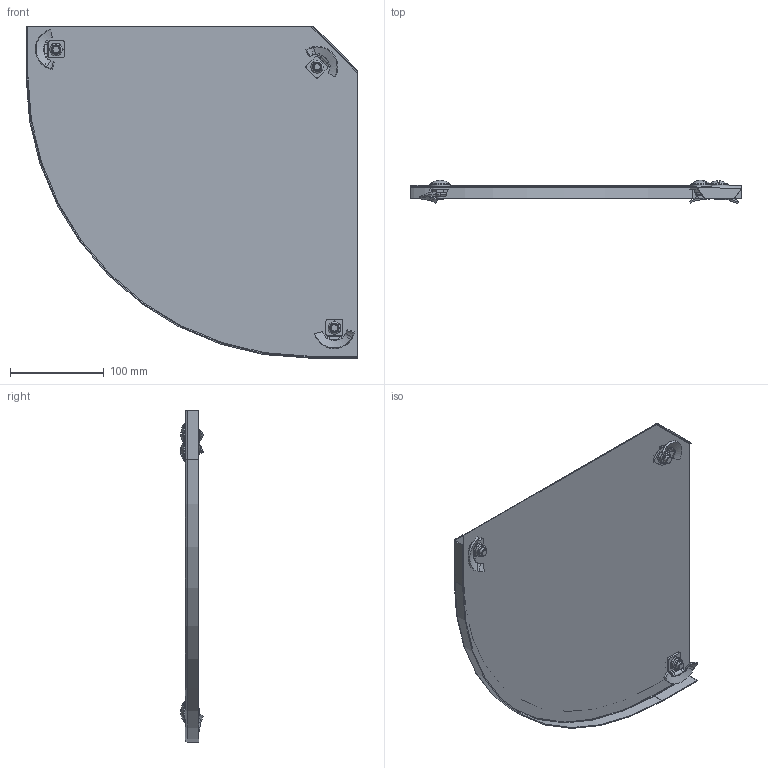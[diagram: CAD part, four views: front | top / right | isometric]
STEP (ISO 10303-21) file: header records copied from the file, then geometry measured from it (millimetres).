
FILE_DESCRIPTION (( 'STEP AP214' ), '1' );
FILE_NAME ('7134990.STP', '2019-12-03T14:29:41', ( '' ), ( '' ), 'SwSTEP 2.0', 'SolidWorks 2018', '' );
FILE_SCHEMA (( 'AUTOMOTIVE_DESIGN' ));
Length unit declared in the file: millimetre
Products named in the file (7): 099600_Standard; 108265_NB=300 BK; KTS 08.039-120_R=300,5; KTS 08.083-001_Standard; 020263_DIN EN ISO 10511 - M8 ; 7134990; KTS 14.002-012_M8x16
Assembly tree (14 placements, depth 2):
  7134990
    108265_NB=300 BK
    KTS 08.083-001_Standard  x3
    KTS 14.002-012_M8x16  x3
    099600_Standard  x3
    020263_DIN EN ISO 10511 - M8   x3
    KTS 08.039-120_R=300,5
Bounding box: 353.69 x 24.53 x 353.69 mm (x, y, z)
Volume: 132616.8 mm3; surface area: 253936.3 mm2
Topology: 14 solids, 14 shells, 454 faces, 1060 edges, 643 vertices
Faces by surface type: plane 170, bspline 104, cylinder 100, cone 60, torus 14, sphere 6
Entity records: 7553 total; most frequent: CARTESIAN_POINT 3259, ORIENTED_EDGE 856, DIRECTION 744, EDGE_CURVE 428, AXIS2_PLACEMENT_3D 287, VERTEX_POINT 257, EDGE_LOOP 201, FACE_OUTER_BOUND 186
